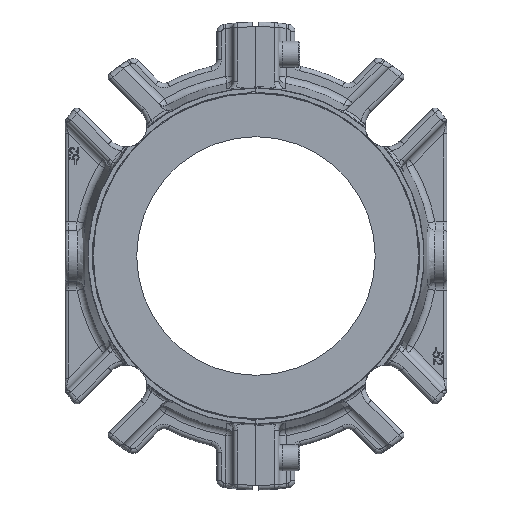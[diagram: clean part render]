
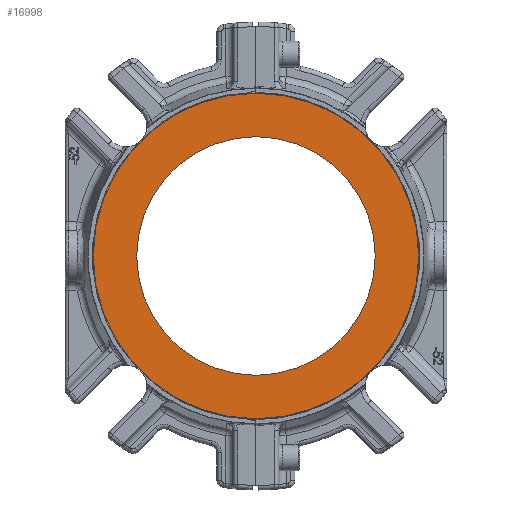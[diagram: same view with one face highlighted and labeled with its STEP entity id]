
A CAD part, front view. The second image highlights one B-rep face of the part: STEP entity #16998.
In plain terms, the highlighted planar face has unit normal (0, -1, 0).
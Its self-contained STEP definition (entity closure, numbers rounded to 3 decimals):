
#2991=PLANE('',#18129);
#3252=ORIENTED_EDGE('',*,*,#8741,.T.);
#3253=ORIENTED_EDGE('',*,*,#8744,.F.);
#8741=EDGE_CURVE('',#11489,#11489,#13171,.F.);
#8744=EDGE_CURVE('',#11492,#11492,#13173,.T.);
#11489=VERTEX_POINT('',#25105);
#11492=VERTEX_POINT('',#25133);
#13171=CIRCLE('',#18124,82.55);
#13173=CIRCLE('',#18128,112.6);
#14330=EDGE_LOOP('',(#3252));
#14331=EDGE_LOOP('',(#3253));
#15520=FACE_BOUND('',#14330,.T.);
#15521=FACE_BOUND('',#14331,.T.);
#16998=ADVANCED_FACE('',(#15520,#15521),#2991,.T.);
#18124=AXIS2_PLACEMENT_3D('',#25104,#20182,#20183);
#18128=AXIS2_PLACEMENT_3D('',#25132,#20190,#20191);
#18129=AXIS2_PLACEMENT_3D('',#25134,#20192,#20193);
#20182=DIRECTION('',(0.,-1.,0.));
#20183=DIRECTION('',(1.,0.,0.));
#20190=DIRECTION('',(0.,1.,0.));
#20191=DIRECTION('',(0.,0.,1.));
#20192=DIRECTION('',(0.,-1.,0.));
#20193=DIRECTION('',(0.,0.,-1.));
#25104=CARTESIAN_POINT('',(0.,-3.523,0.));
#25105=CARTESIAN_POINT('',(82.55,-3.523,0.));
#25132=CARTESIAN_POINT('',(0.,-3.523,0.));
#25133=CARTESIAN_POINT('',(0.,-3.523,112.6));
#25134=CARTESIAN_POINT('',(0.,-3.523,-112.6));
